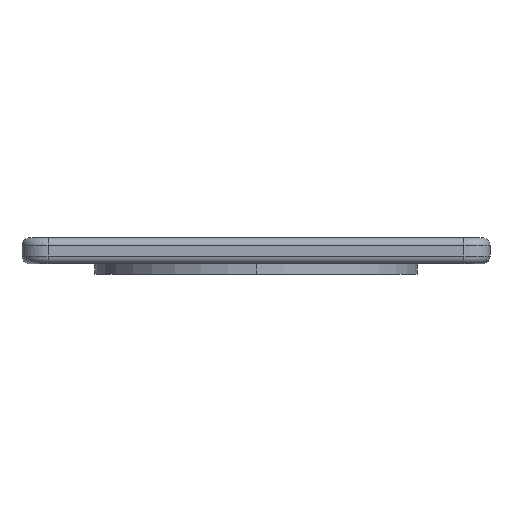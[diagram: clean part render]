
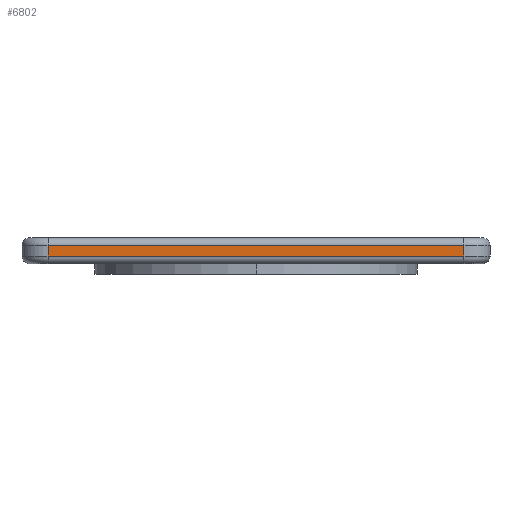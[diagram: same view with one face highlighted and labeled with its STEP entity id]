
A CAD part, left-side view. The second image highlights one B-rep face of the part: STEP entity #6802.
In plain terms, the highlighted planar face has unit normal (-1, 0, 0).
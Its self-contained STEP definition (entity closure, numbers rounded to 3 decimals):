
#592 = LINE ( 'NONE', #17925, #10789 ) ;
#607 = VERTEX_POINT ( 'NONE', #8693 ) ;
#1122 = LINE ( 'NONE', #12771, #3497 ) ;
#2033 = ORIENTED_EDGE ( 'NONE', *, *, #18093, .T. ) ;
#3497 = VECTOR ( 'NONE', #16761, 1000. ) ;
#3525 = VERTEX_POINT ( 'NONE', #17695 ) ;
#4489 = FACE_OUTER_BOUND ( 'NONE', #6347, .T. ) ;
#5372 = EDGE_CURVE ( 'NONE', #607, #12959, #1122, .T. ) ;
#6100 = CARTESIAN_POINT ( 'NONE',  ( -35., -40., 1.5 ) ) ;
#6337 = CARTESIAN_POINT ( 'NONE',  ( -35., -40., 3.5 ) ) ;
#6347 = EDGE_LOOP ( 'NONE', ( #13050, #2033, #16348, #9634 ) ) ;
#6552 = DIRECTION ( 'NONE',  ( 1., 0., 0. ) ) ;
#6601 = DIRECTION ( 'NONE',  ( 0., 1., 0. ) ) ;
#6802 = ADVANCED_FACE ( 'NONE', ( #4489 ), #15993, .F. ) ;
#8286 = VECTOR ( 'NONE', #10367, 1000. ) ;
#8693 = CARTESIAN_POINT ( 'NONE',  ( -35., 40., 1.5 ) ) ;
#8724 = EDGE_CURVE ( 'NONE', #13977, #3525, #592, .T. ) ;
#9634 = ORIENTED_EDGE ( 'NONE', *, *, #16990, .T. ) ;
#10110 = AXIS2_PLACEMENT_3D ( 'NONE', #14854, #6552, #17698 ) ;
#10367 = DIRECTION ( 'NONE',  ( 0., 0., 1. ) ) ;
#10789 = VECTOR ( 'NONE', #6601, 1000. ) ;
#11325 = VECTOR ( 'NONE', #16743, 1000. ) ;
#12771 = CARTESIAN_POINT ( 'NONE',  ( -35., -45., 1.5 ) ) ;
#12959 = VERTEX_POINT ( 'NONE', #6100 ) ;
#13050 = ORIENTED_EDGE ( 'NONE', *, *, #8724, .T. ) ;
#13106 = CARTESIAN_POINT ( 'NONE',  ( -35., -40., 5. ) ) ;
#13977 = VERTEX_POINT ( 'NONE', #6337 ) ;
#14441 = CARTESIAN_POINT ( 'NONE',  ( -35., 40., 5. ) ) ;
#14854 = CARTESIAN_POINT ( 'NONE',  ( -35., -45., 5. ) ) ;
#15858 = LINE ( 'NONE', #14441, #11325 ) ;
#15993 = PLANE ( 'NONE',  #10110 ) ;
#16348 = ORIENTED_EDGE ( 'NONE', *, *, #5372, .T. ) ;
#16743 = DIRECTION ( 'NONE',  ( 0., 0., -1. ) ) ;
#16761 = DIRECTION ( 'NONE',  ( 0., -1., 0. ) ) ;
#16990 = EDGE_CURVE ( 'NONE', #12959, #13977, #17746, .T. ) ;
#17695 = CARTESIAN_POINT ( 'NONE',  ( -35., 40., 3.5 ) ) ;
#17698 = DIRECTION ( 'NONE',  ( 0., 1., 0. ) ) ;
#17746 = LINE ( 'NONE', #13106, #8286 ) ;
#17925 = CARTESIAN_POINT ( 'NONE',  ( -35., 45., 3.5 ) ) ;
#18093 = EDGE_CURVE ( 'NONE', #3525, #607, #15858, .T. ) ;
